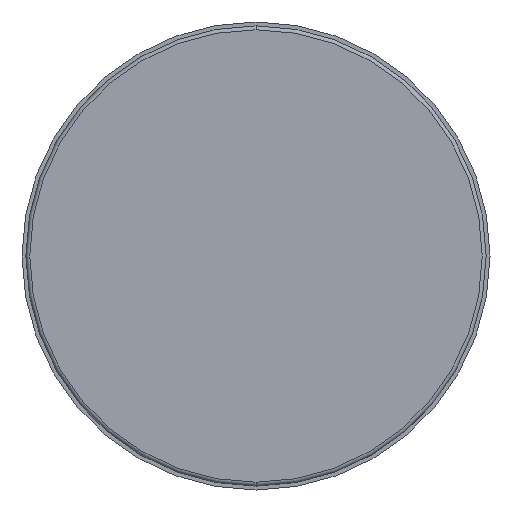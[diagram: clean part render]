
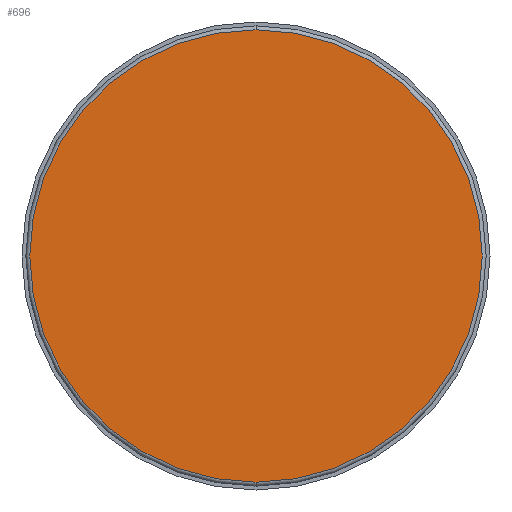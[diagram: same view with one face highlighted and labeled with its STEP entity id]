
A CAD part, front view. The second image highlights one B-rep face of the part: STEP entity #696.
In plain terms, the highlighted planar face has unit normal (0, -1, 0).
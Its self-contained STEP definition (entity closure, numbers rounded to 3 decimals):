
#6 = CARTESIAN_POINT ( 'NONE',  ( 0., 0., 0. ) ) ;
#19 = CARTESIAN_POINT ( 'NONE',  ( 0., 0., 29. ) ) ;
#95 = AXIS2_PLACEMENT_3D ( 'NONE', #213, #776, #857 ) ;
#165 = AXIS2_PLACEMENT_3D ( 'NONE', #254, #518, #435 ) ;
#213 = CARTESIAN_POINT ( 'NONE',  ( 0., 0., 0. ) ) ;
#254 = CARTESIAN_POINT ( 'NONE',  ( 29.5, 0., 0. ) ) ;
#322 = DIRECTION ( 'NONE',  ( 0., 0., -1. ) ) ;
#346 = FACE_OUTER_BOUND ( 'NONE', #906, .T. ) ;
#435 = DIRECTION ( 'NONE',  ( 0., 0., -1. ) ) ;
#486 = EDGE_CURVE ( 'NONE', #508, #683, #636, .T. ) ;
#508 = VERTEX_POINT ( 'NONE', #632 ) ;
#518 = DIRECTION ( 'NONE',  ( 0., -1., 0. ) ) ;
#618 = ORIENTED_EDGE ( 'NONE', *, *, #486, .T. ) ;
#632 = CARTESIAN_POINT ( 'NONE',  ( 0., 0., -29. ) ) ;
#636 = CIRCLE ( 'NONE', #842, 29. ) ;
#645 = CIRCLE ( 'NONE', #95, 29. ) ;
#683 = VERTEX_POINT ( 'NONE', #19 ) ;
#696 = ADVANCED_FACE ( 'NONE', ( #346 ), #892, .T. ) ;
#776 = DIRECTION ( 'NONE',  ( 0., -1., 0. ) ) ;
#786 = DIRECTION ( 'NONE',  ( 0., -1., 0. ) ) ;
#790 = ORIENTED_EDGE ( 'NONE', *, *, #856, .T. ) ;
#842 = AXIS2_PLACEMENT_3D ( 'NONE', #6, #786, #322 ) ;
#856 = EDGE_CURVE ( 'NONE', #683, #508, #645, .T. ) ;
#857 = DIRECTION ( 'NONE',  ( 0., 0., -1. ) ) ;
#892 = PLANE ( 'NONE',  #165 ) ;
#906 = EDGE_LOOP ( 'NONE', ( #618, #790 ) ) ;
